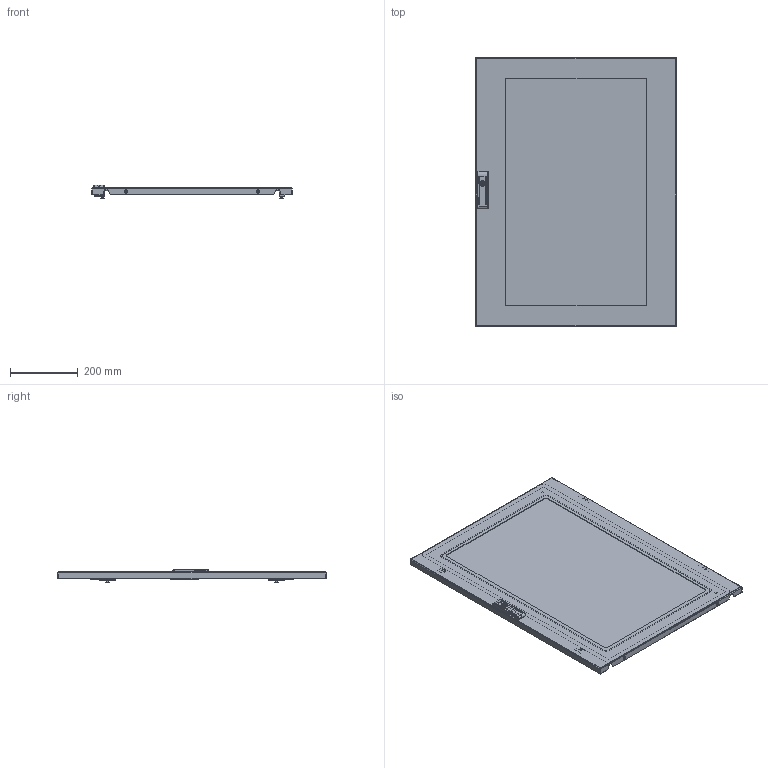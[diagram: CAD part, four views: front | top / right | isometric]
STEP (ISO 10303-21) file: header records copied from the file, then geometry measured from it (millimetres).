
FILE_DESCRIPTION (( 'STEP AP203' ), '1' );
FILE_NAME ('R5CPMTE6800.00.step', '2013-11-13T05:41:15', ( 'User' ), ( 'DKC' ), 'SwSTEP 2.0', 'SolidWorks 2012', '' );
FILE_SCHEMA (( 'CONFIG_CONTROL_DESIGN' ));
Length unit declared in the file: millimetre
Products named in the file (27): AC00C388_AC00C388; A7100032_A7100032; AC00C389_AC00C389; AC00C504_AC00C505; A3100004_Dado M6 UNI 5588 znct; AC00C400; Guarnizione CPME_Guarnizione CPME 600x800; QE02T257G; AC00C061_AC00C061; AC00C720; A5100043_A5100043; QE02C257_Piegato; R5CPMTE6800.00; 0200001352_CPMTE 600x800; QB02C515; AC00C180; AC00C254; A0200018; AC00C579; AC00C112; AC00C387; A2200018_A2200018; AC00C390_AC00C390; AC00C368; AC00C358; BOX14; A1100004
Assembly tree (46 placements, depth 3):
  R5CPMTE6800.00
    QE02T257G
      QE02C257_Piegato
      A5100043_A5100043  x4
      AC00C720  x2
      AC00C061_AC00C061  x2
    Guarnizione CPME_Guarnizione CPME 600x800
    AC00C400  x2
    A3100004_Dado M6 UNI 5588 znct  x2
    BOX14
      AC00C504_AC00C505
      AC00C389_AC00C389
      A7100032_A7100032
      AC00C388_AC00C388
      A1100004
    AC00C358
    AC00C368
    AC00C390_AC00C390  x2
    A2200018_A2200018  x4
    AC00C387
    AC00C112  x4
    AC00C579  x2
    A0200018  x4
    AC00C254  x2
    AC00C180  x2
    QB02C515
    0200001352_CPMTE 600x800
Bounding box: 594 x 796 x 40.5 mm (x, y, z)
Volume: 2120597.5 mm3; surface area: 1387241.8 mm2
Topology: 52 solids, 52 shells, 2168 faces, 5285 edges, 3241 vertices
Faces by surface type: plane 868, cylinder 743, cone 332, torus 140, bspline 69, sphere 16
Entity records: 44098 total; most frequent: CARTESIAN_POINT 9710, DIRECTION 6720, ORIENTED_EDGE 6358, EDGE_CURVE 3179, AXIS2_PLACEMENT_3D 2476, VERTEX_POINT 2004, LINE 1768, VECTOR 1768
